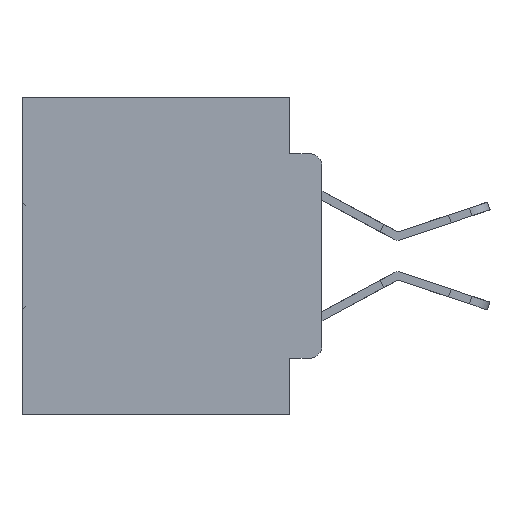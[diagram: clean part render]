
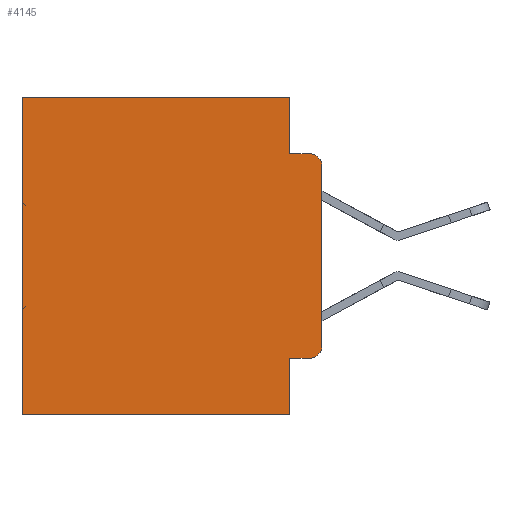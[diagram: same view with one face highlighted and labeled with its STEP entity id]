
A CAD part, left-side view. The second image highlights one B-rep face of the part: STEP entity #4145.
In plain terms, the highlighted planar face has unit normal (-1, 0, 0).
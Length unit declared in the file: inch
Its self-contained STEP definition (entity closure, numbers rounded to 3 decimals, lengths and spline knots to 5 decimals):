
#826 = VECTOR ( 'NONE', #33668, 39.37008 ) ;
#946 = CIRCLE ( 'NONE', #7229, 0.02 ) ;
#948 = DIRECTION ( 'NONE',  ( 0., 0., -1. ) ) ;
#1055 = VERTEX_POINT ( 'NONE', #16465 ) ;
#1101 = DIRECTION ( 'NONE',  ( 0., 0., -1. ) ) ;
#1210 = ORIENTED_EDGE ( 'NONE', *, *, #18685, .F. ) ;
#1342 = CARTESIAN_POINT ( 'NONE',  ( 0.298, 0.473, -0.5 ) ) ;
#2820 = VERTEX_POINT ( 'NONE', #28291 ) ;
#3049 = CARTESIAN_POINT ( 'NONE',  ( 0.298, 0.051, -0.0885 ) ) ;
#3100 = EDGE_CURVE ( 'NONE', #3138, #20935, #14075, .T. ) ;
#3138 = VERTEX_POINT ( 'NONE', #22645 ) ;
#3241 = ORIENTED_EDGE ( 'NONE', *, *, #32189, .T. ) ;
#3327 = CARTESIAN_POINT ( 'NONE',  ( 0.298, 0.02, -0.3915 ) ) ;
#3428 = LINE ( 'NONE', #25227, #30692 ) ;
#3703 = VERTEX_POINT ( 'NONE', #25651 ) ;
#3773 = LINE ( 'NONE', #11479, #826 ) ;
#3790 = ORIENTED_EDGE ( 'NONE', *, *, #15678, .F. ) ;
#3906 = VECTOR ( 'NONE', #13739, 39.37008 ) ;
#4139 = DIRECTION ( 'NONE',  ( 1., 0., 0. ) ) ;
#4145 = ADVANCED_FACE ( 'NONE', ( #30999 ), #12399, .F. ) ;
#5165 = CARTESIAN_POINT ( 'NONE',  ( 0.298, 0., 0. ) ) ;
#5536 = ORIENTED_EDGE ( 'NONE', *, *, #23055, .F. ) ;
#5754 = ORIENTED_EDGE ( 'NONE', *, *, #30070, .T. ) ;
#6003 = DIRECTION ( 'NONE',  ( -1., 0., 0. ) ) ;
#6322 = VERTEX_POINT ( 'NONE', #15127 ) ;
#7229 = AXIS2_PLACEMENT_3D ( 'NONE', #18950, #7559, #15752 ) ;
#7559 = DIRECTION ( 'NONE',  ( -1., 0., 0. ) ) ;
#7653 = CARTESIAN_POINT ( 'NONE',  ( 0.298, 0., -0.3915 ) ) ;
#7870 = CARTESIAN_POINT ( 'NONE',  ( 0.298, 0.473, 0. ) ) ;
#8289 = LINE ( 'NONE', #17012, #31611 ) ;
#8347 = ORIENTED_EDGE ( 'NONE', *, *, #3100, .F. ) ;
#8493 = ORIENTED_EDGE ( 'NONE', *, *, #20198, .T. ) ;
#9776 = VECTOR ( 'NONE', #11237, 39.37008 ) ;
#9889 = VECTOR ( 'NONE', #20207, 39.37008 ) ;
#10027 = VECTOR ( 'NONE', #23414, 39.37008 ) ;
#11237 = DIRECTION ( 'NONE',  ( 0., 1., 0. ) ) ;
#11479 = CARTESIAN_POINT ( 'NONE',  ( 0.298, 0.051, 0. ) ) ;
#11921 = CARTESIAN_POINT ( 'NONE',  ( 0.298, 0.02, -0.4115 ) ) ;
#12399 = PLANE ( 'NONE',  #24195 ) ;
#12417 = VERTEX_POINT ( 'NONE', #11921 ) ;
#13389 = CARTESIAN_POINT ( 'NONE',  ( 0.298, 0.051, -0.4115 ) ) ;
#13739 = DIRECTION ( 'NONE',  ( 0., -1., 0. ) ) ;
#13984 = ORIENTED_EDGE ( 'NONE', *, *, #16508, .T. ) ;
#14075 = LINE ( 'NONE', #25327, #9776 ) ;
#15021 = CARTESIAN_POINT ( 'NONE',  ( 0.298, 0., 0. ) ) ;
#15127 = CARTESIAN_POINT ( 'NONE',  ( 0.298, 0.051, 0. ) ) ;
#15678 = EDGE_CURVE ( 'NONE', #1055, #27396, #8289, .T. ) ;
#15736 = EDGE_CURVE ( 'NONE', #28930, #2820, #28487, .T. ) ;
#15752 = DIRECTION ( 'NONE',  ( 0., 0., -1. ) ) ;
#16465 = CARTESIAN_POINT ( 'NONE',  ( 0.298, 0., -0.1085 ) ) ;
#16485 = DIRECTION ( 'NONE',  ( 0., 0., -1. ) ) ;
#16508 = EDGE_CURVE ( 'NONE', #12417, #27396, #20709, .T. ) ;
#17012 = CARTESIAN_POINT ( 'NONE',  ( 0.298, 0., 0. ) ) ;
#18685 = EDGE_CURVE ( 'NONE', #34573, #3138, #3773, .T. ) ;
#18732 = DIRECTION ( 'NONE',  ( 0., 0., -1. ) ) ;
#18950 = CARTESIAN_POINT ( 'NONE',  ( 0.298, 0.02, -0.1085 ) ) ;
#19053 = EDGE_CURVE ( 'NONE', #3703, #20935, #29687, .T. ) ;
#19556 = DIRECTION ( 'NONE',  ( 0., 0., -1. ) ) ;
#19652 = VECTOR ( 'NONE', #18732, 39.37008 ) ;
#20011 = EDGE_LOOP ( 'NONE', ( #3790, #5754, #26288, #5536, #8493, #21358, #8347, #1210, #3241, #13984 ) ) ;
#20198 = EDGE_CURVE ( 'NONE', #6322, #3703, #29305, .T. ) ;
#20207 = DIRECTION ( 'NONE',  ( 0., -1., 0. ) ) ;
#20709 = CIRCLE ( 'NONE', #34483, 0.02 ) ;
#20935 = VERTEX_POINT ( 'NONE', #1342 ) ;
#21358 = ORIENTED_EDGE ( 'NONE', *, *, #19053, .T. ) ;
#22209 = CARTESIAN_POINT ( 'NONE',  ( 0.298, 0.051, -0.4115 ) ) ;
#22645 = CARTESIAN_POINT ( 'NONE',  ( 0.298, 0.051, -0.5 ) ) ;
#23055 = EDGE_CURVE ( 'NONE', #6322, #28930, #3428, .T. ) ;
#23414 = DIRECTION ( 'NONE',  ( 0., 1., 0. ) ) ;
#24195 = AXIS2_PLACEMENT_3D ( 'NONE', #15021, #4139, #948 ) ;
#25227 = CARTESIAN_POINT ( 'NONE',  ( 0.298, 0.051, 0. ) ) ;
#25327 = CARTESIAN_POINT ( 'NONE',  ( 0.298, 0., -0.5 ) ) ;
#25651 = CARTESIAN_POINT ( 'NONE',  ( 0.298, 0.473, 0. ) ) ;
#26288 = ORIENTED_EDGE ( 'NONE', *, *, #15736, .F. ) ;
#27322 = LINE ( 'NONE', #13389, #3906 ) ;
#27396 = VERTEX_POINT ( 'NONE', #7653 ) ;
#28291 = CARTESIAN_POINT ( 'NONE',  ( 0.298, 0.02, -0.0885 ) ) ;
#28487 = LINE ( 'NONE', #33700, #9889 ) ;
#28930 = VERTEX_POINT ( 'NONE', #3049 ) ;
#29305 = LINE ( 'NONE', #5165, #10027 ) ;
#29687 = LINE ( 'NONE', #7870, #19652 ) ;
#30070 = EDGE_CURVE ( 'NONE', #1055, #2820, #946, .T. ) ;
#30692 = VECTOR ( 'NONE', #1101, 39.37008 ) ;
#30999 = FACE_OUTER_BOUND ( 'NONE', #20011, .T. ) ;
#31611 = VECTOR ( 'NONE', #16485, 39.37008 ) ;
#32189 = EDGE_CURVE ( 'NONE', #34573, #12417, #27322, .T. ) ;
#33668 = DIRECTION ( 'NONE',  ( 0., 0., -1. ) ) ;
#33700 = CARTESIAN_POINT ( 'NONE',  ( 0.298, 0.051, -0.0885 ) ) ;
#34483 = AXIS2_PLACEMENT_3D ( 'NONE', #3327, #6003, #19556 ) ;
#34573 = VERTEX_POINT ( 'NONE', #22209 ) ;
